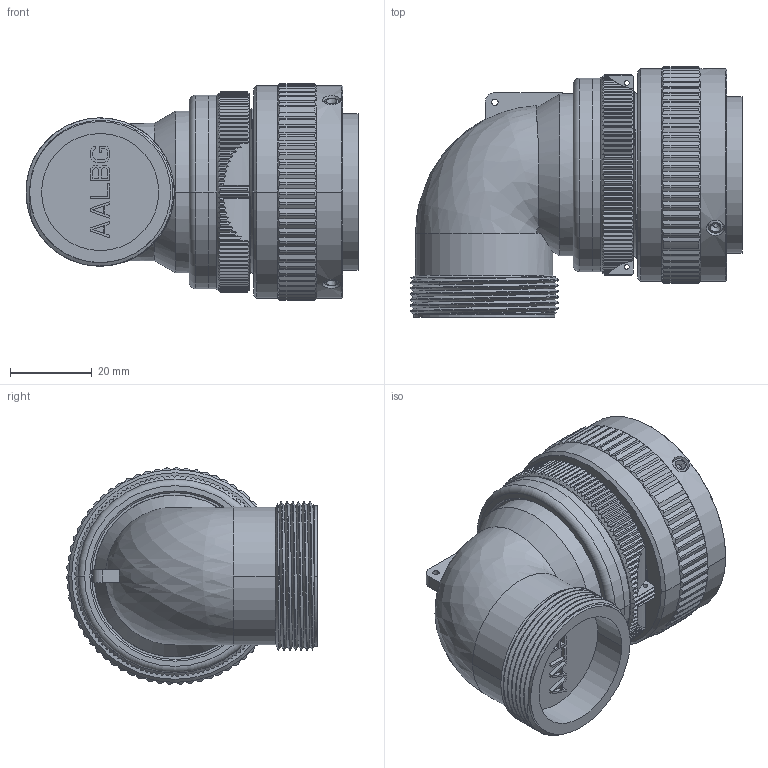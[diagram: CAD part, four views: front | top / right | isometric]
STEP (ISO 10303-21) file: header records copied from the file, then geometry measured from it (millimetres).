
FILE_DESCRIPTION((''),'2;1');
FILE_NAME('VG95234K-28_SW0001','2023-03-23T15:18:58',('paultorloting'),('NET AG system integration'),'CREO PARAMETRIC BY PTC INC, 2021404','CREO PARAMETRIC BY PTC INC, 2021404','');
FILE_SCHEMA(('AUTOMOTIVE_DESIGN { 1 0 10303 214 1 1 1 1 }'));
Length unit declared in the file: millimetre
Products named in the file (1): VG95234K-28_SW0001
Bounding box: 81.38 x 61.49 x 53.12 mm (x, y, z)
Volume: 96004.2 mm3; surface area: 29725.8 mm2
Topology: 1 solids, 1 shells, 2142 faces, 5993 edges, 3732 vertices
Faces by surface type: bspline 1072, plane 651, cylinder 265, cone 142, torus 12
Entity records: 110072 total; most frequent: CARTESIAN_POINT 57527, ORIENTED_EDGE 11974, EDGE_CURVE 5987, DIRECTION 5855, VERTEX_POINT 3732, B_SPLINE_CURVE_WITH_KNOTS 2905, VECTOR 2472, LINE 2472
